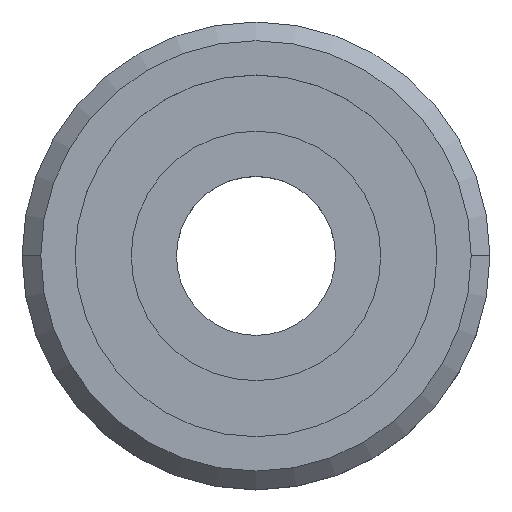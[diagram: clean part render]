
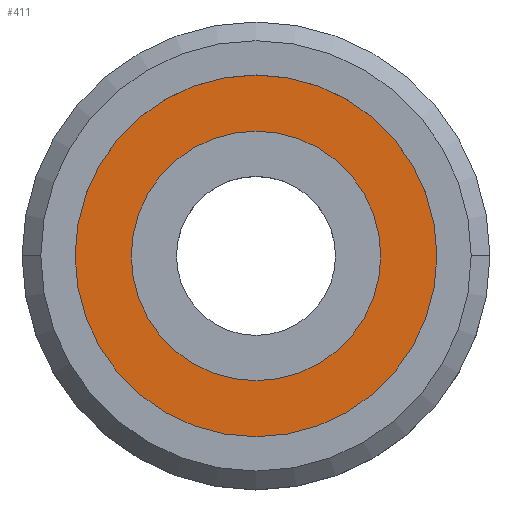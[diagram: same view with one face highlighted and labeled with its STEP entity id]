
A CAD part, top view. The second image highlights one B-rep face of the part: STEP entity #411.
In plain terms, the highlighted planar face has unit normal (0, 0, 1).
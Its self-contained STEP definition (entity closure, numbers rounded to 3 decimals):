
#7 = AXIS2_PLACEMENT_3D ( 'NONE', #199, #510, #244 ) ;
#26 = CARTESIAN_POINT ( 'NONE',  ( -5.8, 0., 3.2 ) ) ;
#30 = CARTESIAN_POINT ( 'NONE',  ( 5.8, 0., 3.2 ) ) ;
#69 = PLANE ( 'NONE',  #543 ) ;
#78 = EDGE_CURVE ( 'NONE', #115, #463, #82, .T. ) ;
#82 = CIRCLE ( 'NONE', #260, 5.8 ) ;
#96 = EDGE_LOOP ( 'NONE', ( #256, #299 ) ) ;
#106 = DIRECTION ( 'NONE',  ( 1., 0., 0. ) ) ;
#107 = CARTESIAN_POINT ( 'NONE',  ( 0., 0., 3.2 ) ) ;
#115 = VERTEX_POINT ( 'NONE', #26 ) ;
#130 = DIRECTION ( 'NONE',  ( 1., 0., 0. ) ) ;
#150 = DIRECTION ( 'NONE',  ( 1., 0., 0. ) ) ;
#199 = CARTESIAN_POINT ( 'NONE',  ( 0., 0., 3.2 ) ) ;
#244 = DIRECTION ( 'NONE',  ( 1., 0., 0. ) ) ;
#256 = ORIENTED_EDGE ( 'NONE', *, *, #493, .F. ) ;
#260 = AXIS2_PLACEMENT_3D ( 'NONE', #409, #402, #391 ) ;
#269 = DIRECTION ( 'NONE',  ( 0., 0., 1. ) ) ;
#274 = CARTESIAN_POINT ( 'NONE',  ( 0., 0., 3.2 ) ) ;
#276 = VERTEX_POINT ( 'NONE', #546 ) ;
#299 = ORIENTED_EDGE ( 'NONE', *, *, #394, .F. ) ;
#302 = VERTEX_POINT ( 'NONE', #308 ) ;
#308 = CARTESIAN_POINT ( 'NONE',  ( -4., 0., 3.2 ) ) ;
#322 = ORIENTED_EDGE ( 'NONE', *, *, #459, .T. ) ;
#364 = DIRECTION ( 'NONE',  ( 0., 0., 1. ) ) ;
#365 = EDGE_LOOP ( 'NONE', ( #498, #322 ) ) ;
#391 = DIRECTION ( 'NONE',  ( 1., 0., 0. ) ) ;
#394 = EDGE_CURVE ( 'NONE', #302, #276, #525, .T. ) ;
#402 = DIRECTION ( 'NONE',  ( 0., 0., 1. ) ) ;
#409 = CARTESIAN_POINT ( 'NONE',  ( 0., 0., 3.2 ) ) ;
#411 = ADVANCED_FACE ( 'NONE', ( #502, #481 ), #69, .T. ) ;
#416 = CIRCLE ( 'NONE', #451, 4. ) ;
#417 = DIRECTION ( 'NONE',  ( 0., 0., 1. ) ) ;
#421 = CARTESIAN_POINT ( 'NONE',  ( 0., 0., 3.2 ) ) ;
#443 = CIRCLE ( 'NONE', #7, 5.8 ) ;
#451 = AXIS2_PLACEMENT_3D ( 'NONE', #421, #269, #130 ) ;
#459 = EDGE_CURVE ( 'NONE', #463, #115, #443, .T. ) ;
#463 = VERTEX_POINT ( 'NONE', #30 ) ;
#481 = FACE_OUTER_BOUND ( 'NONE', #365, .T. ) ;
#488 = AXIS2_PLACEMENT_3D ( 'NONE', #274, #364, #106 ) ;
#493 = EDGE_CURVE ( 'NONE', #276, #302, #416, .T. ) ;
#498 = ORIENTED_EDGE ( 'NONE', *, *, #78, .T. ) ;
#502 = FACE_BOUND ( 'NONE', #96, .T. ) ;
#510 = DIRECTION ( 'NONE',  ( 0., 0., 1. ) ) ;
#525 = CIRCLE ( 'NONE', #488, 4. ) ;
#543 = AXIS2_PLACEMENT_3D ( 'NONE', #107, #417, #150 ) ;
#546 = CARTESIAN_POINT ( 'NONE',  ( 4., 0., 3.2 ) ) ;
